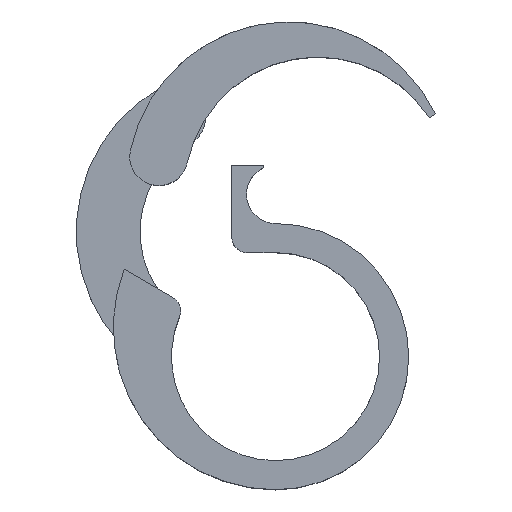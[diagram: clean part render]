
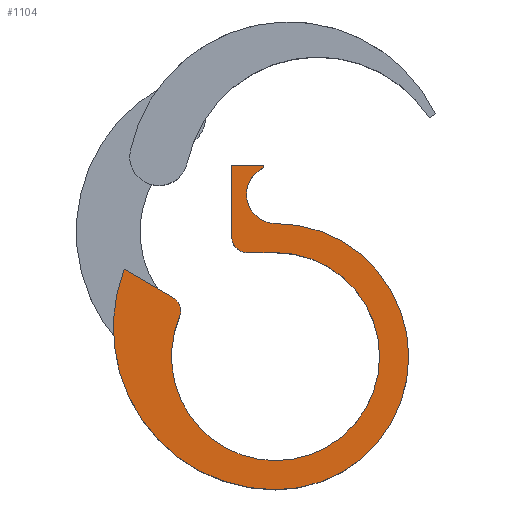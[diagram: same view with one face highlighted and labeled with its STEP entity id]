
A CAD part, top view. The second image highlights one B-rep face of the part: STEP entity #1104.
In plain terms, the highlighted planar face has unit normal (0, 0, 1).
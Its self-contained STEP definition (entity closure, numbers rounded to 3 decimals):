
#725=CARTESIAN_POINT('',(0.,-20.,11.758));
#726=VERTEX_POINT('',#725);
#735=CARTESIAN_POINT('',(-0.037,20.,11.758));
#736=VERTEX_POINT('',#735);
#737=CARTESIAN_POINT('',(0.,0.,11.758));
#738=DIRECTION('',(-0.,-0.,-1.));
#739=DIRECTION('',(1.,0.,-0.));
#740=AXIS2_PLACEMENT_3D('',#737,#738,#739);
#741=CIRCLE('',#740,20.);
#742=EDGE_CURVE('',#736,#726,#741,.T.);
#778=CARTESIAN_POINT('',(0.,25.6,11.758));
#779=VERTEX_POINT('',#778);
#786=CARTESIAN_POINT('',(-0.,-25.6,11.758));
#787=VERTEX_POINT('',#786);
#788=CARTESIAN_POINT('',(0.,0.,11.758));
#789=DIRECTION('',(-0.,-0.,-1.));
#790=DIRECTION('',(1.,0.,-0.));
#791=AXIS2_PLACEMENT_3D('',#788,#789,#790);
#792=CIRCLE('',#791,25.6);
#793=EDGE_CURVE('',#779,#787,#792,.T.);
#811=CARTESIAN_POINT('',(-29.116,16.81,11.758));
#812=VERTEX_POINT('',#811);
#827=CARTESIAN_POINT('',(0.,5.599,11.758));
#828=DIRECTION('',(-0.,-0.,-1.));
#829=DIRECTION('',(1.,0.,-0.));
#830=AXIS2_PLACEMENT_3D('',#827,#828,#829);
#831=CIRCLE('',#830,31.199);
#832=EDGE_CURVE('',#787,#812,#831,.T.);
#852=CARTESIAN_POINT('',(-2.278,36.316,11.758));
#853=VERTEX_POINT('',#852);
#860=CARTESIAN_POINT('',(0.,31.2,11.758));
#861=DIRECTION('',(-0.,-0.,-1.));
#862=DIRECTION('',(1.,0.,-0.));
#863=AXIS2_PLACEMENT_3D('',#860,#861,#862);
#864=CIRCLE('',#863,5.6);
#865=EDGE_CURVE('',#779,#853,#864,.T.);
#875=CARTESIAN_POINT('',(-19.748,11.402,11.758));
#876=VERTEX_POINT('',#875);
#892=CARTESIAN_POINT('',(-29.116,16.81,11.758));
#893=DIRECTION('',(0.866,-0.5,0.));
#894=VECTOR('',#893,10.816);
#895=LINE('',#892,#894);
#896=EDGE_CURVE('',#812,#876,#895,.T.);
#915=CARTESIAN_POINT('',(-5.4,20.,11.758));
#916=VERTEX_POINT('',#915);
#917=CARTESIAN_POINT('',(-5.4,20.,11.758));
#918=DIRECTION('',(1.,-0.,-0.));
#919=VECTOR('',#918,5.363);
#920=LINE('',#917,#919);
#921=EDGE_CURVE('',#916,#736,#920,.T.);
#947=CARTESIAN_POINT('',(-8.4,23.,11.758));
#948=VERTEX_POINT('',#947);
#955=CARTESIAN_POINT('',(-8.4,36.8,11.758));
#956=VERTEX_POINT('',#955);
#957=CARTESIAN_POINT('',(-8.4,36.8,11.758));
#958=DIRECTION('',(-0.,-1.,-0.));
#959=VECTOR('',#958,13.8);
#960=LINE('',#957,#959);
#961=EDGE_CURVE('',#956,#948,#960,.T.);
#986=CARTESIAN_POINT('',(-2.24,36.8,11.758));
#987=VERTEX_POINT('',#986);
#988=CARTESIAN_POINT('',(-2.24,36.8,11.758));
#989=DIRECTION('',(-1.,0.,0.));
#990=VECTOR('',#989,6.16);
#991=LINE('',#988,#990);
#992=EDGE_CURVE('',#987,#956,#991,.T.);
#1016=CARTESIAN_POINT('',(-2.278,36.316,11.758));
#1017=DIRECTION('',(0.078,0.997,0.));
#1018=VECTOR('',#1017,0.486);
#1019=LINE('',#1016,#1018);
#1020=EDGE_CURVE('',#853,#987,#1019,.T.);
#1065=CARTESIAN_POINT('',(0.,0.,11.758));
#1066=DIRECTION('',(0.,0.,-1.));
#1067=DIRECTION('',(-1.,0.,0.));
#1068=AXIS2_PLACEMENT_3D('',#1065,#1066,#1067);
#1069=PLANE('',#1068);
#1070=ORIENTED_EDGE('',*,*,#961,.T.);
#1071=CARTESIAN_POINT('',(-5.4,23.,11.758));
#1072=DIRECTION('',(0.,0.,1.));
#1073=DIRECTION('',(1.,0.,-0.));
#1074=AXIS2_PLACEMENT_3D('',#1071,#1072,#1073);
#1075=CIRCLE('',#1074,3.);
#1076=EDGE_CURVE('',#948,#916,#1075,.T.);
#1077=ORIENTED_EDGE('',*,*,#1076,.T.);
#1078=ORIENTED_EDGE('',*,*,#921,.T.);
#1079=ORIENTED_EDGE('',*,*,#742,.T.);
#1080=CARTESIAN_POINT('',(-18.477,7.655,11.758));
#1081=VERTEX_POINT('',#1080);
#1082=CARTESIAN_POINT('',(0.,0.,11.758));
#1083=DIRECTION('',(-0.,-0.,-1.));
#1084=DIRECTION('',(1.,0.,-0.));
#1085=AXIS2_PLACEMENT_3D('',#1082,#1083,#1084);
#1086=CIRCLE('',#1085,20.);
#1087=EDGE_CURVE('',#726,#1081,#1086,.T.);
#1088=ORIENTED_EDGE('',*,*,#1087,.T.);
#1089=CARTESIAN_POINT('',(-21.248,8.804,11.758));
#1090=DIRECTION('',(0.,0.,1.));
#1091=DIRECTION('',(1.,0.,-0.));
#1092=AXIS2_PLACEMENT_3D('',#1089,#1090,#1091);
#1093=CIRCLE('',#1092,3.);
#1094=EDGE_CURVE('',#1081,#876,#1093,.T.);
#1095=ORIENTED_EDGE('',*,*,#1094,.T.);
#1096=ORIENTED_EDGE('',*,*,#896,.F.);
#1097=ORIENTED_EDGE('',*,*,#832,.F.);
#1098=ORIENTED_EDGE('',*,*,#793,.F.);
#1099=ORIENTED_EDGE('',*,*,#865,.T.);
#1100=ORIENTED_EDGE('',*,*,#1020,.T.);
#1101=ORIENTED_EDGE('',*,*,#992,.T.);
#1102=EDGE_LOOP('',(#1070,#1077,#1078,#1079,#1088,#1095,#1096,#1097,#1098,#1099,#1100,#1101));
#1103=FACE_BOUND('',#1102,.T.);
#1104=ADVANCED_FACE('',(#1103),#1069,.F.);
